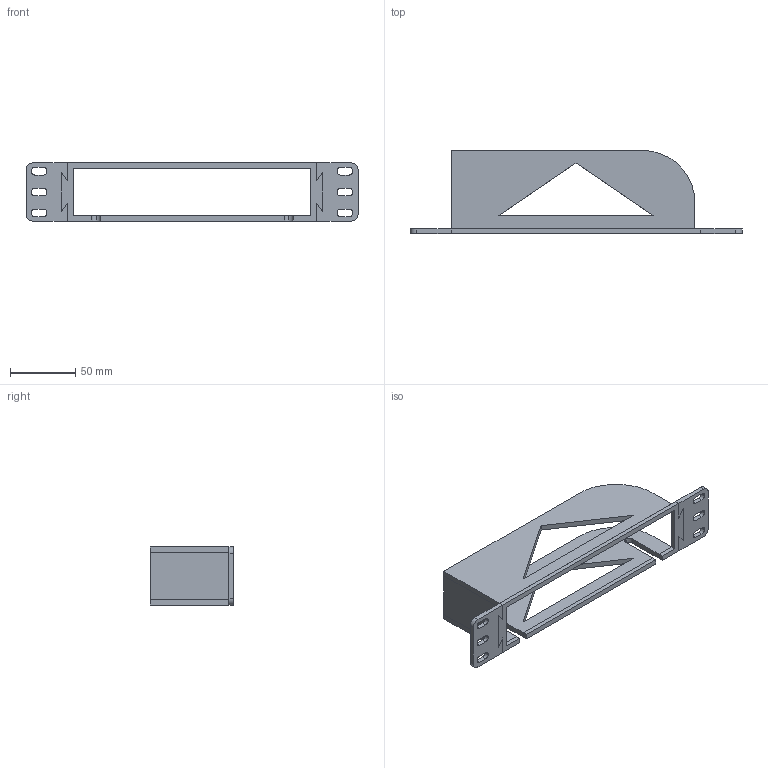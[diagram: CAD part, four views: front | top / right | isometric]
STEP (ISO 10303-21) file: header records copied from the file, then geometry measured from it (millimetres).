
FILE_DESCRIPTION(('FreeCAD Model'),'2;1');
FILE_NAME('Open CASCADE Shape Model','2025-05-15T22:08:05',(''),(''), 'Open CASCADE STEP processor 7.6','FreeCAD','Unknown');
FILE_SCHEMA(('AUTOMOTIVE_DESIGN { 1 0 10303 214 1 1 1 1 }'));
Length unit declared in the file: millimetre
Products named in the file (6): Final with cut; Slice004.0; Slice004.1; Slice004.2; Slice004.3; Slice004.4
Assembly tree (5 placements, depth 2):
  Final with cut
    Slice004.0
    Slice004.1
    Slice004.2
    Slice004.3
    Slice004.4
Bounding box: 254 x 63.5 x 44.5 mm (x, y, z)
Volume: 92232 mm3; surface area: 58395.4 mm2
Topology: 5 solids, 5 shells, 140 faces, 382 edges, 252 vertices
Faces by surface type: plane 106, cylinder 34
Entity records: 9596 total; most frequent: CARTESIAN_POINT 1664, DIRECTION 1486, LINE 1010, VECTOR 1010, ORIENTED_EDGE 768, PCURVE 764, DEFINITIONAL_REPRESENTATION 764, EDGE_CURVE 382
